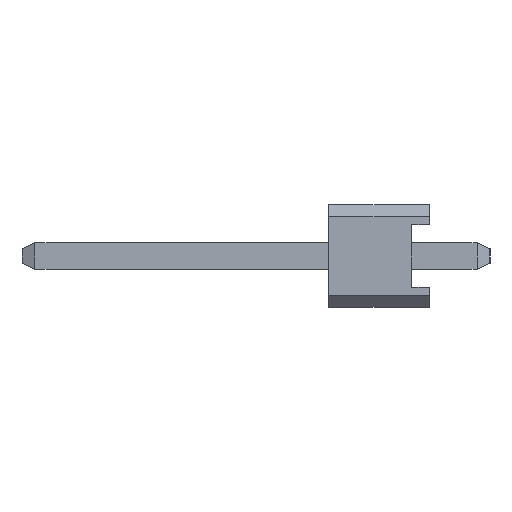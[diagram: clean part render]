
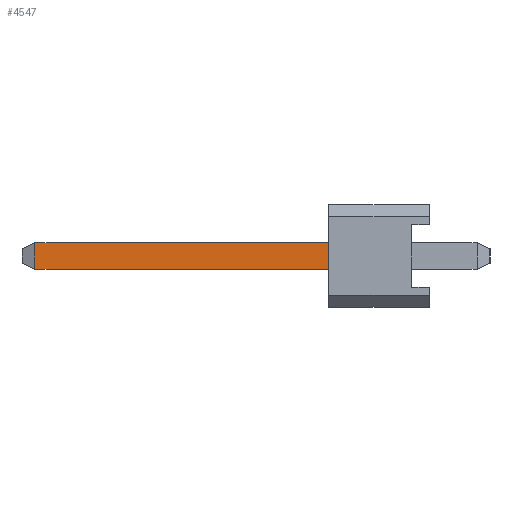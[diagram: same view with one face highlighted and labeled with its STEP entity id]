
A CAD part, left-side view. The second image highlights one B-rep face of the part: STEP entity #4547.
In plain terms, the highlighted planar face has unit normal (-1, 0, 0).
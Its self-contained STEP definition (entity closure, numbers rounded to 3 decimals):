
#3036 = CARTESIAN_POINT ( 'NONE',  ( -0.325, 2.5, -0.325 ) ) ;
#3210 = CARTESIAN_POINT ( 'NONE',  ( -0.325, 2.5, 0.325 ) ) ;
#3211 = DIRECTION ( 'NONE',  ( 0., 0., 1. ) ) ;
#3212 = VECTOR ( 'NONE', #3211, 1000. ) ;
#3213 = CARTESIAN_POINT ( 'NONE',  ( -0.325, 2.5, -1.27 ) ) ;
#3214 = LINE ( 'NONE', #3213, #3212 ) ;
#4547 = ADVANCED_FACE ( 'NONE', ( #10580 ), #10579, .F. ) ;
#4548 = EDGE_LOOP ( 'NONE', ( #4549, #4552, #4555, #4557 ) ) ;
#4549 = ORIENTED_EDGE ( 'NONE', *, *, #4550, .F. ) ;
#4550 = EDGE_CURVE ( 'NONE', #4551, #7220, #10574, .T. ) ;
#4551 = VERTEX_POINT ( 'NONE', #10570 ) ;
#4552 = ORIENTED_EDGE ( 'NONE', *, *, #4553, .T. ) ;
#4553 = EDGE_CURVE ( 'NONE', #4551, #4554, #10569, .T. ) ;
#4554 = VERTEX_POINT ( 'NONE', #10565 ) ;
#4555 = ORIENTED_EDGE ( 'NONE', *, *, #4556, .T. ) ;
#4556 = EDGE_CURVE ( 'NONE', #4554, #7135, #10564, .T. ) ;
#4557 = ORIENTED_EDGE ( 'NONE', *, *, #7219, .T. ) ;
#7135 = VERTEX_POINT ( 'NONE', #3036 ) ;
#7219 = EDGE_CURVE ( 'NONE', #7135, #7220, #3214, .T. ) ;
#7220 = VERTEX_POINT ( 'NONE', #3210 ) ;
#10561 = DIRECTION ( 'NONE',  ( 0., -1., 0. ) ) ;
#10562 = VECTOR ( 'NONE', #10561, 1000. ) ;
#10563 = CARTESIAN_POINT ( 'NONE',  ( -0.325, 10.1, -0.325 ) ) ;
#10564 = LINE ( 'NONE', #10563, #10562 ) ;
#10565 = CARTESIAN_POINT ( 'NONE',  ( -0.325, 9.778, -0.325 ) ) ;
#10566 = DIRECTION ( 'NONE',  ( 0., 0., -1. ) ) ;
#10567 = VECTOR ( 'NONE', #10566, 1000. ) ;
#10568 = CARTESIAN_POINT ( 'NONE',  ( -0.325, 9.778, 0.325 ) ) ;
#10569 = LINE ( 'NONE', #10568, #10567 ) ;
#10570 = CARTESIAN_POINT ( 'NONE',  ( -0.325, 9.778, 0.325 ) ) ;
#10571 = DIRECTION ( 'NONE',  ( 0., -1., 0. ) ) ;
#10572 = VECTOR ( 'NONE', #10571, 1000. ) ;
#10573 = CARTESIAN_POINT ( 'NONE',  ( -0.325, 10.1, 0.325 ) ) ;
#10574 = LINE ( 'NONE', #10573, #10572 ) ;
#10575 = DIRECTION ( 'NONE',  ( 0., 0., -1. ) ) ;
#10576 = DIRECTION ( 'NONE',  ( 1., 0., 0. ) ) ;
#10577 = CARTESIAN_POINT ( 'NONE',  ( -0.325, 10.1, 0.325 ) ) ;
#10578 = AXIS2_PLACEMENT_3D ( 'NONE', #10577, #10576, #10575 ) ;
#10579 = PLANE ( 'NONE',  #10578 ) ;
#10580 = FACE_OUTER_BOUND ( 'NONE', #4548, .T. ) ;
